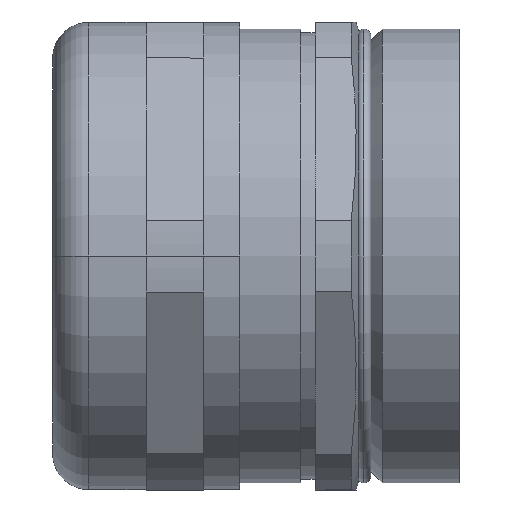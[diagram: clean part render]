
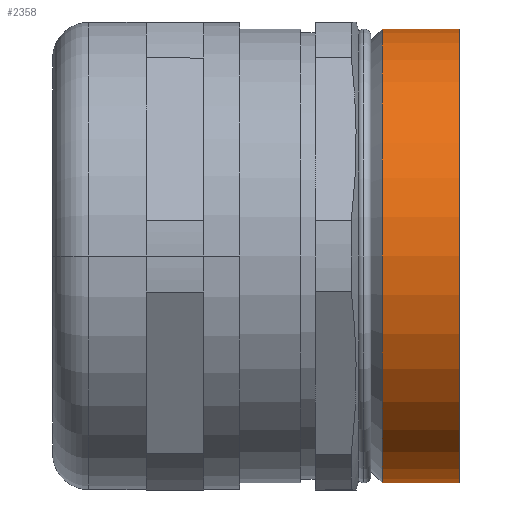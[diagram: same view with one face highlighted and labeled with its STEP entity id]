
A CAD part, left-side view. The second image highlights one B-rep face of the part: STEP entity #2358.
In plain terms, the highlighted cylindrical face has radius 31.5 mm (diameter 63 mm), a partial arc.
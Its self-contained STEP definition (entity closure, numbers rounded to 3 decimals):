
#170 = AXIS2_PLACEMENT_3D ( 'NONE', #1424, #5027, #1948 ) ;
#283 = ORIENTED_EDGE ( 'NONE', *, *, #6229, .T. ) ;
#364 = CIRCLE ( 'NONE', #3670, 31.5 ) ;
#379 = LINE ( 'NONE', #5277, #5721 ) ;
#878 = CIRCLE ( 'NONE', #170, 31.5 ) ;
#1424 = CARTESIAN_POINT ( 'NONE',  ( 0., 10.74, 0. ) ) ;
#1441 = EDGE_LOOP ( 'NONE', ( #5592, #283, #3933, #2178 ) ) ;
#1479 = VERTEX_POINT ( 'NONE', #6692 ) ;
#1948 = DIRECTION ( 'NONE',  ( 0., 0., 1. ) ) ;
#2043 = CARTESIAN_POINT ( 'NONE',  ( 0., 0., 0. ) ) ;
#2178 = ORIENTED_EDGE ( 'NONE', *, *, #2911, .F. ) ;
#2201 = EDGE_CURVE ( 'NONE', #1479, #5236, #379, .T. ) ;
#2358 = ADVANCED_FACE ( 'NONE', ( #4907 ), #6126, .T. ) ;
#2567 = DIRECTION ( 'NONE',  ( 0., 0., 1. ) ) ;
#2905 = DIRECTION ( 'NONE',  ( 0., 1., 0. ) ) ;
#2911 = EDGE_CURVE ( 'NONE', #6127, #5236, #878, .T. ) ;
#3051 = VECTOR ( 'NONE', #2905, 1000. ) ;
#3237 = DIRECTION ( 'NONE',  ( 0., 1., 0. ) ) ;
#3421 = DIRECTION ( 'NONE',  ( 0., 1., 0. ) ) ;
#3477 = CARTESIAN_POINT ( 'NONE',  ( 0., 10.74, 31.5 ) ) ;
#3670 = AXIS2_PLACEMENT_3D ( 'NONE', #2043, #5645, #2567 ) ;
#3897 = EDGE_CURVE ( 'NONE', #4736, #6127, #4266, .T. ) ;
#3933 = ORIENTED_EDGE ( 'NONE', *, *, #2201, .T. ) ;
#4266 = LINE ( 'NONE', #5987, #3051 ) ;
#4736 = VERTEX_POINT ( 'NONE', #5111 ) ;
#4907 = FACE_OUTER_BOUND ( 'NONE', #1441, .T. ) ;
#4977 = CARTESIAN_POINT ( 'NONE',  ( 0., 35.5, 0. ) ) ;
#5027 = DIRECTION ( 'NONE',  ( 0., 1., 0. ) ) ;
#5069 = CARTESIAN_POINT ( 'NONE',  ( 0., 10.74, -31.5 ) ) ;
#5111 = CARTESIAN_POINT ( 'NONE',  ( 0., 0., -31.5 ) ) ;
#5236 = VERTEX_POINT ( 'NONE', #3477 ) ;
#5277 = CARTESIAN_POINT ( 'NONE',  ( 0., 35.5, 31.5 ) ) ;
#5592 = ORIENTED_EDGE ( 'NONE', *, *, #3897, .F. ) ;
#5645 = DIRECTION ( 'NONE',  ( 0., 1., 0. ) ) ;
#5721 = VECTOR ( 'NONE', #3237, 1000. ) ;
#5728 = AXIS2_PLACEMENT_3D ( 'NONE', #4977, #3421, #6518 ) ;
#5987 = CARTESIAN_POINT ( 'NONE',  ( 0., 35.5, -31.5 ) ) ;
#6126 = CYLINDRICAL_SURFACE ( 'NONE', #5728, 31.5 ) ;
#6127 = VERTEX_POINT ( 'NONE', #5069 ) ;
#6229 = EDGE_CURVE ( 'NONE', #4736, #1479, #364, .T. ) ;
#6518 = DIRECTION ( 'NONE',  ( 0., 0., 1. ) ) ;
#6692 = CARTESIAN_POINT ( 'NONE',  ( 0., 0., 31.5 ) ) ;
